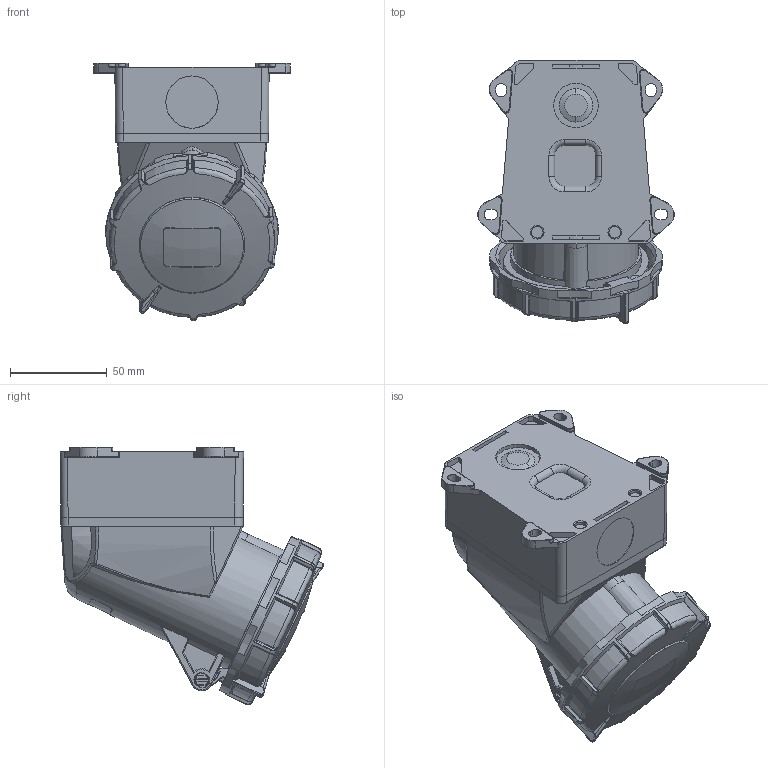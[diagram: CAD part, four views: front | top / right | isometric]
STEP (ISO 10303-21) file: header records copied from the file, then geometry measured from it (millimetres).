
FILE_DESCRIPTION (( 'STEP AP203' ), '1' );
FILE_NAME ('DIS5181657T (WS 5p 16ﾀ 400ﾂ IP67).STEP', '2024-08-21T05:02:31', ( '' ), ( '' ), 'SwSTEP 2.0', 'SolidWorks 2022', '' );
FILE_SCHEMA (( 'CONFIG_CONTROL_DESIGN' ));
Products named in the file (1): DIS5181657T (WS 5p 16А 400В IP67)
Bounding box: 101.55 x 135.89 x 132.77 mm (x, y, z)
Volume: 669135.5 mm3; surface area: 82855.4 mm2
Topology: 1 solids, 3 shells, 1305 faces, 3330 edges, 2008 vertices
Faces by surface type: cylinder 455, plane 293, bspline 245, torus 172, sphere 92, cone 48
Entity records: 48108 total; most frequent: CARTESIAN_POINT 19114, ORIENTED_EDGE 6550, DIRECTION 5597, EDGE_CURVE 3275, AXIS2_PLACEMENT_3D 2288, VERTEX_POINT 1995, EDGE_LOOP 1344, FACE_OUTER_BOUND 1305
